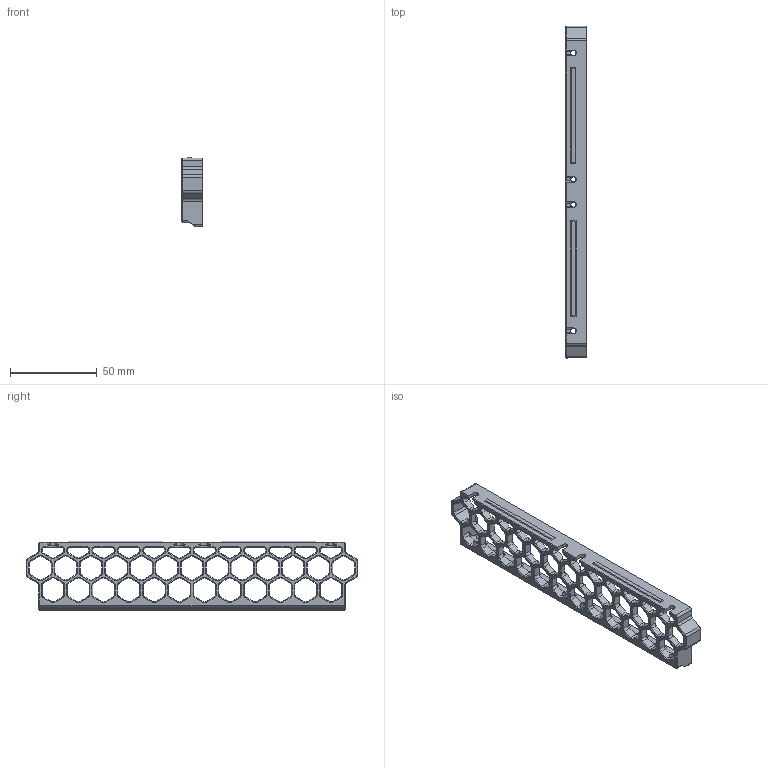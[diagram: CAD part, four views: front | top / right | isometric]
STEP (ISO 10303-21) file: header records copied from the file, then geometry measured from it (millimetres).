
FILE_DESCRIPTION(/* description */ (''),/* implementation_level */ '2;1');
FILE_NAME(/* name */ 'Unibody_Sideskirt_RC2_v1.step',/* time_stamp */ '2023-03-07T13:27:27+01:00',/* author */ (''),/* organization */ (''),/* preprocessor_version */ 'ST-DEVELOPER v19.2',/* originating_system */ 'Autodesk Translation Framework v11.17.0.187',/* authorisation */ '');
FILE_SCHEMA (('AUTOMOTIVE_DESIGN { 1 0 10303 214 3 1 1 }'));
Length unit declared in the file: millimetre
Products named in the file (2): Unibody Sideskirt RC2; Side Skirts
Assembly tree (1 placements, depth 2):
  Unibody Sideskirt RC2
    Side Skirts
Bounding box: 12 x 190.93 x 39.9 mm (x, y, z)
Volume: 20188.7 mm3; surface area: 20537.8 mm2
Topology: 1 solids, 1 shells, 1103 faces, 2945 edges, 1798 vertices
Faces by surface type: plane 554, cylinder 313, cone 222, bspline 8, torus 6
Full cylindrical faces by diameter (mm): 3 x4
Entity records: 35377 total; most frequent: CARTESIAN_POINT 7717, ORIENTED_EDGE 5890, DIRECTION 5737, EDGE_CURVE 2945, AXIS2_PLACEMENT_3D 1924, LINE 1889, VECTOR 1889, VERTEX_POINT 1798
